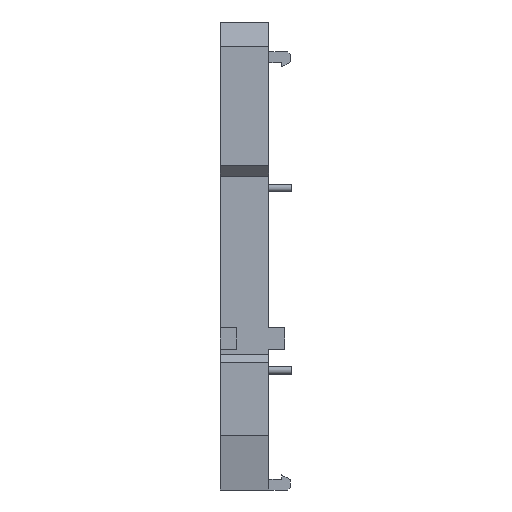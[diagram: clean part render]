
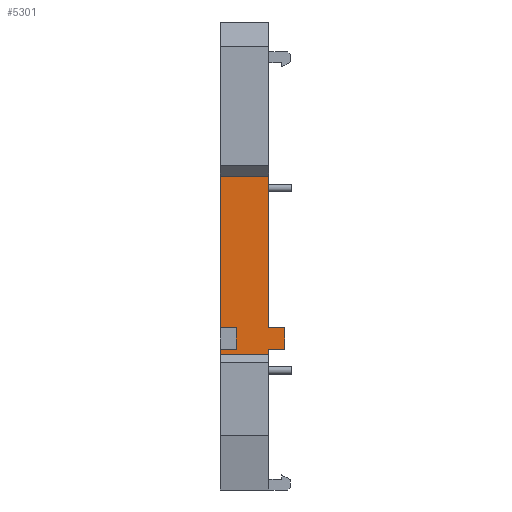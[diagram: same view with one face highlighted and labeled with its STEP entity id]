
A CAD part, front view. The second image highlights one B-rep face of the part: STEP entity #5301.
In plain terms, the highlighted planar face has unit normal (0, -1, 0).
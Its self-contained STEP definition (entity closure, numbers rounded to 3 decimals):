
#78 = LINE ( 'NONE', #609, #5349 ) ;
#113 = CARTESIAN_POINT ( 'NONE',  ( -4.5, -27.8, -14.6 ) ) ;
#447 = LINE ( 'NONE', #6108, #4323 ) ;
#572 = CARTESIAN_POINT ( 'NONE',  ( -4.5, -27.8, 17.4 ) ) ;
#592 = ORIENTED_EDGE ( 'NONE', *, *, #7164, .F. ) ;
#609 = CARTESIAN_POINT ( 'NONE',  ( 7.5, -27.8, -10.6 ) ) ;
#753 = EDGE_CURVE ( 'NONE', #3058, #6030, #78, .T. ) ;
#819 = CARTESIAN_POINT ( 'NONE',  ( 7.5, -27.8, -14.6 ) ) ;
#823 = EDGE_CURVE ( 'NONE', #6030, #894, #2562, .T. ) ;
#833 = VECTOR ( 'NONE', #3155, 1000. ) ;
#868 = CARTESIAN_POINT ( 'NONE',  ( -4.5, -27.8, -17.8 ) ) ;
#869 = ORIENTED_EDGE ( 'NONE', *, *, #2089, .F. ) ;
#875 = CARTESIAN_POINT ( 'NONE',  ( -1.5, -27.8, 0. ) ) ;
#894 = VERTEX_POINT ( 'NONE', #3639 ) ;
#949 = CARTESIAN_POINT ( 'NONE',  ( 4.5, -27.8, -17.8 ) ) ;
#970 = VECTOR ( 'NONE', #5712, 1000. ) ;
#1034 = DIRECTION ( 'NONE',  ( 0., 1., 0. ) ) ;
#1072 = AXIS2_PLACEMENT_3D ( 'NONE', #2695, #1034, #6023 ) ;
#1101 = LINE ( 'NONE', #572, #6951 ) ;
#1132 = CARTESIAN_POINT ( 'NONE',  ( -1.5, -27.8, -14.6 ) ) ;
#1385 = LINE ( 'NONE', #819, #4186 ) ;
#1525 = VERTEX_POINT ( 'NONE', #949 ) ;
#1589 = LINE ( 'NONE', #2105, #3365 ) ;
#1622 = DIRECTION ( 'NONE',  ( 0., 0., -1. ) ) ;
#1657 = DIRECTION ( 'NONE',  ( -1., 0., 0. ) ) ;
#1813 = CARTESIAN_POINT ( 'NONE',  ( 7.5, -27.8, -14.6 ) ) ;
#1963 = VERTEX_POINT ( 'NONE', #5366 ) ;
#2089 = EDGE_CURVE ( 'NONE', #2129, #2307, #3758, .T. ) ;
#2093 = VERTEX_POINT ( 'NONE', #7114 ) ;
#2105 = CARTESIAN_POINT ( 'NONE',  ( 4.5, -27.8, 17.4 ) ) ;
#2129 = VERTEX_POINT ( 'NONE', #2637 ) ;
#2172 = ORIENTED_EDGE ( 'NONE', *, *, #5864, .F. ) ;
#2192 = EDGE_CURVE ( 'NONE', #4084, #5710, #3130, .T. ) ;
#2285 = CARTESIAN_POINT ( 'NONE',  ( -4.5, -27.8, 17.4 ) ) ;
#2307 = VERTEX_POINT ( 'NONE', #6844 ) ;
#2494 = VECTOR ( 'NONE', #4932, 1000. ) ;
#2562 = LINE ( 'NONE', #5956, #2494 ) ;
#2637 = CARTESIAN_POINT ( 'NONE',  ( -4.5, -27.8, -10.6 ) ) ;
#2663 = FACE_OUTER_BOUND ( 'NONE', #4698, .T. ) ;
#2695 = CARTESIAN_POINT ( 'NONE',  ( -4.5, -27.8, 17.4 ) ) ;
#2749 = ORIENTED_EDGE ( 'NONE', *, *, #5064, .T. ) ;
#2841 = LINE ( 'NONE', #2285, #970 ) ;
#3058 = VERTEX_POINT ( 'NONE', #4975 ) ;
#3130 = LINE ( 'NONE', #875, #3150 ) ;
#3150 = VECTOR ( 'NONE', #4867, 1000. ) ;
#3155 = DIRECTION ( 'NONE',  ( 1., 0., 0. ) ) ;
#3156 = ORIENTED_EDGE ( 'NONE', *, *, #4878, .T. ) ;
#3360 = DIRECTION ( 'NONE',  ( -1., 0., 0. ) ) ;
#3365 = VECTOR ( 'NONE', #4315, 1000. ) ;
#3583 = ORIENTED_EDGE ( 'NONE', *, *, #3789, .F. ) ;
#3639 = CARTESIAN_POINT ( 'NONE',  ( 4.5, -27.8, 17.4 ) ) ;
#3683 = CARTESIAN_POINT ( 'NONE',  ( -4.5, -27.8, 17.4 ) ) ;
#3758 = LINE ( 'NONE', #3683, #5455 ) ;
#3789 = EDGE_CURVE ( 'NONE', #5456, #2093, #1385, .T. ) ;
#4001 = ORIENTED_EDGE ( 'NONE', *, *, #823, .T. ) ;
#4084 = VERTEX_POINT ( 'NONE', #6497 ) ;
#4136 = ORIENTED_EDGE ( 'NONE', *, *, #753, .T. ) ;
#4186 = VECTOR ( 'NONE', #3360, 1000. ) ;
#4315 = DIRECTION ( 'NONE',  ( 0., 0., 1. ) ) ;
#4323 = VECTOR ( 'NONE', #1622, 1000. ) ;
#4387 = LINE ( 'NONE', #5774, #6459 ) ;
#4453 = ORIENTED_EDGE ( 'NONE', *, *, #2192, .F. ) ;
#4698 = EDGE_LOOP ( 'NONE', ( #4453, #3156, #6601, #2749, #5462, #3583, #5327, #4136, #4001, #592, #869, #2172 ) ) ;
#4750 = LINE ( 'NONE', #868, #833 ) ;
#4867 = DIRECTION ( 'NONE',  ( 0., 0., 1. ) ) ;
#4878 = EDGE_CURVE ( 'NONE', #4084, #6136, #4982, .T. ) ;
#4932 = DIRECTION ( 'NONE',  ( 0., 0., 1. ) ) ;
#4975 = CARTESIAN_POINT ( 'NONE',  ( 7.5, -27.8, -10.6 ) ) ;
#4982 = LINE ( 'NONE', #1132, #6203 ) ;
#5000 = PLANE ( 'NONE',  #1072 ) ;
#5064 = EDGE_CURVE ( 'NONE', #1963, #1525, #4750, .T. ) ;
#5301 = ADVANCED_FACE ( 'NONE', ( #2663 ), #5000, .F. ) ;
#5327 = ORIENTED_EDGE ( 'NONE', *, *, #6373, .F. ) ;
#5349 = VECTOR ( 'NONE', #6921, 1000. ) ;
#5366 = CARTESIAN_POINT ( 'NONE',  ( -4.5, -27.8, -17.8 ) ) ;
#5437 = DIRECTION ( 'NONE',  ( 0., 0., 1. ) ) ;
#5455 = VECTOR ( 'NONE', #5437, 1000. ) ;
#5456 = VERTEX_POINT ( 'NONE', #1813 ) ;
#5462 = ORIENTED_EDGE ( 'NONE', *, *, #6341, .T. ) ;
#5579 = CARTESIAN_POINT ( 'NONE',  ( -1.5, -27.8, -10.6 ) ) ;
#5667 = DIRECTION ( 'NONE',  ( 1., 0., 0. ) ) ;
#5710 = VERTEX_POINT ( 'NONE', #5579 ) ;
#5712 = DIRECTION ( 'NONE',  ( 0., 0., 1. ) ) ;
#5774 = CARTESIAN_POINT ( 'NONE',  ( -1.5, -27.8, -10.6 ) ) ;
#5864 = EDGE_CURVE ( 'NONE', #5710, #2129, #4387, .T. ) ;
#5956 = CARTESIAN_POINT ( 'NONE',  ( 4.5, -27.8, 17.4 ) ) ;
#6023 = DIRECTION ( 'NONE',  ( 0., 0., 1. ) ) ;
#6030 = VERTEX_POINT ( 'NONE', #6880 ) ;
#6108 = CARTESIAN_POINT ( 'NONE',  ( 7.5, -27.8, -10.6 ) ) ;
#6136 = VERTEX_POINT ( 'NONE', #113 ) ;
#6203 = VECTOR ( 'NONE', #7336, 1000. ) ;
#6341 = EDGE_CURVE ( 'NONE', #1525, #2093, #1589, .T. ) ;
#6373 = EDGE_CURVE ( 'NONE', #3058, #5456, #447, .T. ) ;
#6459 = VECTOR ( 'NONE', #1657, 1000. ) ;
#6497 = CARTESIAN_POINT ( 'NONE',  ( -1.5, -27.8, -14.6 ) ) ;
#6601 = ORIENTED_EDGE ( 'NONE', *, *, #6815, .F. ) ;
#6815 = EDGE_CURVE ( 'NONE', #1963, #6136, #2841, .T. ) ;
#6844 = CARTESIAN_POINT ( 'NONE',  ( -4.5, -27.8, 17.4 ) ) ;
#6880 = CARTESIAN_POINT ( 'NONE',  ( 4.5, -27.8, -10.6 ) ) ;
#6921 = DIRECTION ( 'NONE',  ( -1., 0., 0. ) ) ;
#6951 = VECTOR ( 'NONE', #5667, 1000. ) ;
#7114 = CARTESIAN_POINT ( 'NONE',  ( 4.5, -27.8, -14.6 ) ) ;
#7164 = EDGE_CURVE ( 'NONE', #2307, #894, #1101, .T. ) ;
#7336 = DIRECTION ( 'NONE',  ( -1., 0., 0. ) ) ;
